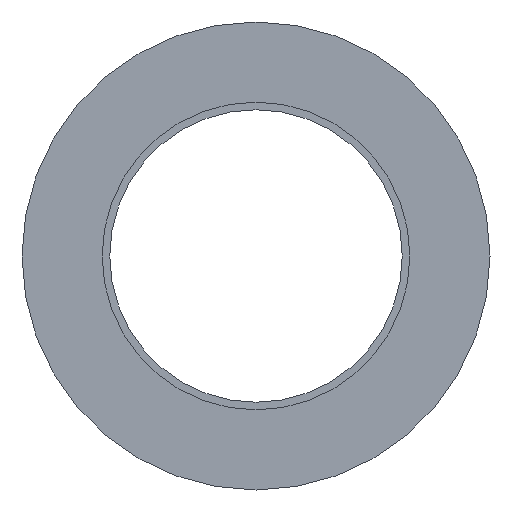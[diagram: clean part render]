
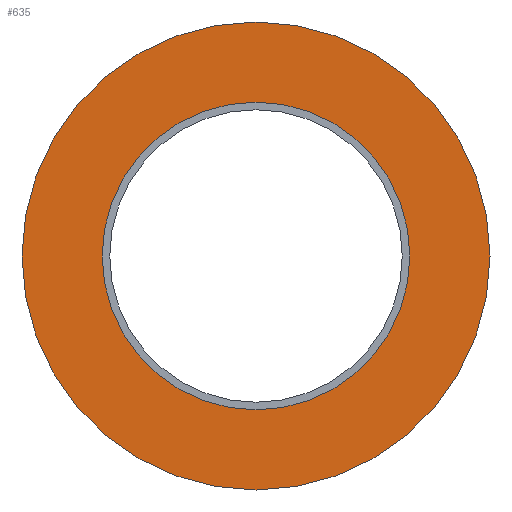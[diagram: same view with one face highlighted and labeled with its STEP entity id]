
A CAD part, front view. The second image highlights one B-rep face of the part: STEP entity #635.
In plain terms, the highlighted planar face has unit normal (0, -1, 0).
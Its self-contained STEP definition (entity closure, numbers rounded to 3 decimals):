
#47 = VERTEX_POINT ( 'NONE', #147 ) ;
#52 = DIRECTION ( 'NONE',  ( 0., 0., -1. ) ) ;
#54 = DIRECTION ( 'NONE',  ( 0., -1., 0. ) ) ;
#55 = CARTESIAN_POINT ( 'NONE',  ( 0., 0., 0. ) ) ;
#69 = ORIENTED_EDGE ( 'NONE', *, *, #557, .T. ) ;
#76 = ORIENTED_EDGE ( 'NONE', *, *, #609, .F. ) ;
#88 = VERTEX_POINT ( 'NONE', #139 ) ;
#101 = VERTEX_POINT ( 'NONE', #134 ) ;
#110 = VERTEX_POINT ( 'NONE', #120 ) ;
#120 = CARTESIAN_POINT ( 'NONE',  ( 0., 0., -13.15 ) ) ;
#134 = CARTESIAN_POINT ( 'NONE',  ( 0., 0., -20. ) ) ;
#139 = CARTESIAN_POINT ( 'NONE',  ( 0., 0., 20. ) ) ;
#147 = CARTESIAN_POINT ( 'NONE',  ( 0., 0., 13.15 ) ) ;
#195 = ORIENTED_EDGE ( 'NONE', *, *, #440, .F. ) ;
#200 = EDGE_LOOP ( 'NONE', ( #207, #69 ) ) ;
#202 = EDGE_LOOP ( 'NONE', ( #76, #195 ) ) ;
#207 = ORIENTED_EDGE ( 'NONE', *, *, #613, .T. ) ;
#264 = AXIS2_PLACEMENT_3D ( 'NONE', #582, #577, #578 ) ;
#266 = CIRCLE ( 'NONE', #264, 20. ) ;
#286 = CIRCLE ( 'NONE', #346, 13.15 ) ;
#290 = CIRCLE ( 'NONE', #293, 13.15 ) ;
#293 = AXIS2_PLACEMENT_3D ( 'NONE', #592, #548, #547 ) ;
#295 = AXIS2_PLACEMENT_3D ( 'NONE', #525, #522, #521 ) ;
#298 = CIRCLE ( 'NONE', #295, 20. ) ;
#335 = AXIS2_PLACEMENT_3D ( 'NONE', #358, #432, #430 ) ;
#346 = AXIS2_PLACEMENT_3D ( 'NONE', #55, #54, #52 ) ;
#356 = FACE_OUTER_BOUND ( 'NONE', #200, .T. ) ;
#358 = CARTESIAN_POINT ( 'NONE',  ( -13.15, 0., 0. ) ) ;
#360 = FACE_BOUND ( 'NONE', #202, .T. ) ;
#430 = DIRECTION ( 'NONE',  ( 0., 0., 1. ) ) ;
#432 = DIRECTION ( 'NONE',  ( 0., 1., 0. ) ) ;
#433 = PLANE ( 'NONE',  #335 ) ;
#440 = EDGE_CURVE ( 'NONE', #47, #110, #286, .T. ) ;
#521 = DIRECTION ( 'NONE',  ( 0., 0., -1. ) ) ;
#522 = DIRECTION ( 'NONE',  ( 0., -1., 0. ) ) ;
#525 = CARTESIAN_POINT ( 'NONE',  ( 0., 0., 0. ) ) ;
#547 = DIRECTION ( 'NONE',  ( 0., 0., -1. ) ) ;
#548 = DIRECTION ( 'NONE',  ( 0., -1., 0. ) ) ;
#557 = EDGE_CURVE ( 'NONE', #88, #101, #266, .T. ) ;
#577 = DIRECTION ( 'NONE',  ( 0., -1., 0. ) ) ;
#578 = DIRECTION ( 'NONE',  ( 0., 0., -1. ) ) ;
#582 = CARTESIAN_POINT ( 'NONE',  ( 0., 0., 0. ) ) ;
#592 = CARTESIAN_POINT ( 'NONE',  ( 0., 0., 0. ) ) ;
#609 = EDGE_CURVE ( 'NONE', #110, #47, #290, .T. ) ;
#613 = EDGE_CURVE ( 'NONE', #101, #88, #298, .T. ) ;
#635 = ADVANCED_FACE ( 'NONE', ( #360, #356 ), #433, .F. ) ;
